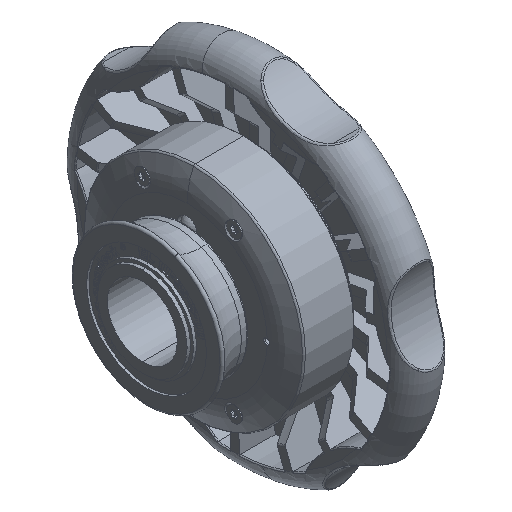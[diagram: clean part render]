
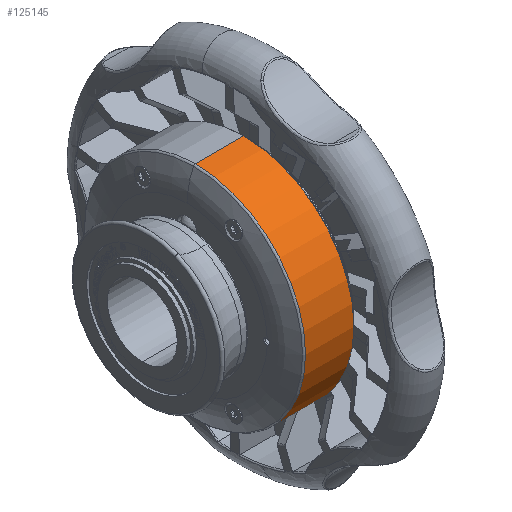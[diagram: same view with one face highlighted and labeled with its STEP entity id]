
A CAD part, isometric view. The second image highlights one B-rep face of the part: STEP entity #125145.
In plain terms, the highlighted cylindrical face has radius 55.4 mm (diameter 110.8 mm), a partial arc.
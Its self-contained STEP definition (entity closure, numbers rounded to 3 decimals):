
#7759 = AXIS2_PLACEMENT_3D ( 'NONE', #34839, #124828, #108830 ) ;
#34445 = CARTESIAN_POINT ( 'NONE',  ( 5.8, 0., 55.4 ) ) ;
#34839 = CARTESIAN_POINT ( 'NONE',  ( 85.845, 0., 0. ) ) ;
#37233 = CIRCLE ( 'NONE', #171131, 55.4 ) ;
#37646 = DIRECTION ( 'NONE',  ( 0., 0., 1. ) ) ;
#40586 = DIRECTION ( 'NONE',  ( 1., 0., 0. ) ) ;
#47861 = VERTEX_POINT ( 'NONE', #79826 ) ;
#50097 = VERTEX_POINT ( 'NONE', #146302 ) ;
#60954 = FACE_OUTER_BOUND ( 'NONE', #175508, .T. ) ;
#63977 = ORIENTED_EDGE ( 'NONE', *, *, #171983, .T. ) ;
#76972 = CYLINDRICAL_SURFACE ( 'NONE', #7759, 55.4 ) ;
#77020 = CARTESIAN_POINT ( 'NONE',  ( 5.8, 0., 0. ) ) ;
#79826 = CARTESIAN_POINT ( 'NONE',  ( 5.8, 0., -55.4 ) ) ;
#80951 = DIRECTION ( 'NONE',  ( 0., 0., 1. ) ) ;
#81729 = CARTESIAN_POINT ( 'NONE',  ( 85.845, 0., 55.4 ) ) ;
#83743 = LINE ( 'NONE', #81729, #105948 ) ;
#84123 = VERTEX_POINT ( 'NONE', #136309 ) ;
#84690 = ORIENTED_EDGE ( 'NONE', *, *, #156054, .F. ) ;
#84715 = DIRECTION ( 'NONE',  ( 1., 0., 0. ) ) ;
#105948 = VECTOR ( 'NONE', #84715, 1000. ) ;
#108830 = DIRECTION ( 'NONE',  ( 0., 0., -1. ) ) ;
#113551 = CARTESIAN_POINT ( 'NONE',  ( -18.57, 0., 0. ) ) ;
#120086 = ORIENTED_EDGE ( 'NONE', *, *, #129236, .T. ) ;
#123416 = VECTOR ( 'NONE', #130676, 1000. ) ;
#123496 = CIRCLE ( 'NONE', #168133, 55.4 ) ;
#124828 = DIRECTION ( 'NONE',  ( 1., 0., 0. ) ) ;
#125145 = ADVANCED_FACE ( 'NONE', ( #60954 ), #76972, .T. ) ;
#128701 = LINE ( 'NONE', #174619, #123416 ) ;
#129236 = EDGE_CURVE ( 'NONE', #50097, #47861, #128701, .T. ) ;
#130676 = DIRECTION ( 'NONE',  ( 1., 0., 0. ) ) ;
#136309 = CARTESIAN_POINT ( 'NONE',  ( -18.57, 0., 55.4 ) ) ;
#146302 = CARTESIAN_POINT ( 'NONE',  ( -18.57, 0., -55.4 ) ) ;
#156054 = EDGE_CURVE ( 'NONE', #84123, #172894, #83743, .T. ) ;
#168133 = AXIS2_PLACEMENT_3D ( 'NONE', #77020, #171752, #80951 ) ;
#171131 = AXIS2_PLACEMENT_3D ( 'NONE', #113551, #40586, #37646 ) ;
#171752 = DIRECTION ( 'NONE',  ( -1., 0., 0. ) ) ;
#171983 = EDGE_CURVE ( 'NONE', #47861, #172894, #123496, .T. ) ;
#172894 = VERTEX_POINT ( 'NONE', #34445 ) ;
#174619 = CARTESIAN_POINT ( 'NONE',  ( 85.845, 0., -55.4 ) ) ;
#175508 = EDGE_LOOP ( 'NONE', ( #84690, #194465, #120086, #63977 ) ) ;
#178961 = EDGE_CURVE ( 'NONE', #84123, #50097, #37233, .T. ) ;
#194465 = ORIENTED_EDGE ( 'NONE', *, *, #178961, .T. ) ;
